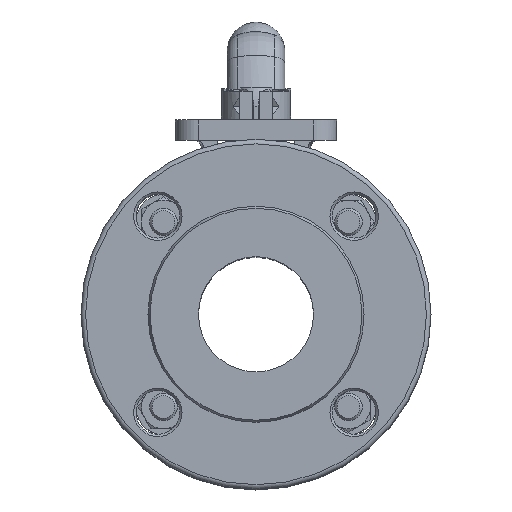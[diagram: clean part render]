
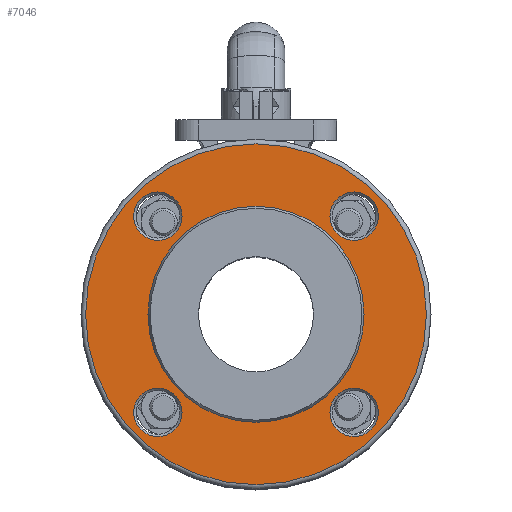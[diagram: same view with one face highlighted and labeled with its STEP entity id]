
A CAD part, top view. The second image highlights one B-rep face of the part: STEP entity #7046.
In plain terms, the highlighted face is planar.
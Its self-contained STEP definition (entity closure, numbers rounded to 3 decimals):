
#1059=PLANE('',#7729);
#2353=ORIENTED_EDGE('',*,*,#3989,.F.);
#2354=ORIENTED_EDGE('',*,*,#3992,.F.);
#2355=ORIENTED_EDGE('',*,*,#3993,.F.);
#2356=ORIENTED_EDGE('',*,*,#3994,.F.);
#2357=ORIENTED_EDGE('',*,*,#3995,.F.);
#2358=ORIENTED_EDGE('',*,*,#3991,.T.);
#3989=EDGE_CURVE('',#4884,#4884,#5475,.T.);
#3991=EDGE_CURVE('',#4886,#4886,#5477,.T.);
#3992=EDGE_CURVE('',#4887,#4887,#5478,.T.);
#3993=EDGE_CURVE('',#4888,#4888,#5479,.T.);
#3994=EDGE_CURVE('',#4889,#4889,#5480,.T.);
#3995=EDGE_CURVE('',#4890,#4890,#5481,.T.);
#4884=VERTEX_POINT('',#11573);
#4886=VERTEX_POINT('',#11578);
#4887=VERTEX_POINT('',#11581);
#4888=VERTEX_POINT('',#11583);
#4889=VERTEX_POINT('',#11585);
#4890=VERTEX_POINT('',#11587);
#5475=CIRCLE('',#7725,46.924);
#5477=CIRCLE('',#7728,74.);
#5478=CIRCLE('',#7730,10.5);
#5479=CIRCLE('',#7731,10.5);
#5480=CIRCLE('',#7732,10.5);
#5481=CIRCLE('',#7733,10.5);
#5875=EDGE_LOOP('',(#2353));
#5876=EDGE_LOOP('',(#2354));
#5877=EDGE_LOOP('',(#2355));
#5878=EDGE_LOOP('',(#2356));
#5879=EDGE_LOOP('',(#2357));
#5880=EDGE_LOOP('',(#2358));
#6421=FACE_BOUND('',#5875,.T.);
#6422=FACE_BOUND('',#5876,.T.);
#6423=FACE_BOUND('',#5877,.T.);
#6424=FACE_BOUND('',#5878,.T.);
#6425=FACE_BOUND('',#5879,.T.);
#6426=FACE_BOUND('',#5880,.T.);
#7046=ADVANCED_FACE('',(#6421,#6422,#6423,#6424,#6425,#6426),#1059,.F.);
#7725=AXIS2_PLACEMENT_3D('',#11572,#9175,#9176);
#7728=AXIS2_PLACEMENT_3D('',#11577,#9181,#9182);
#7729=AXIS2_PLACEMENT_3D('',#11579,#9183,#9184);
#7730=AXIS2_PLACEMENT_3D('',#11580,#9185,#9186);
#7731=AXIS2_PLACEMENT_3D('',#11582,#9187,#9188);
#7732=AXIS2_PLACEMENT_3D('',#11584,#9189,#9190);
#7733=AXIS2_PLACEMENT_3D('',#11586,#9191,#9192);
#9175=DIRECTION('',(0.,0.,-1.));
#9176=DIRECTION('',(-1.,0.,0.));
#9181=DIRECTION('',(0.,0.,-1.));
#9182=DIRECTION('',(-1.,0.,0.));
#9183=DIRECTION('',(0.,0.,1.));
#9184=DIRECTION('',(1.,0.,0.));
#9185=DIRECTION('',(0.,0.,-1.));
#9186=DIRECTION('',(-1.,0.,0.));
#9187=DIRECTION('',(0.,0.,-1.));
#9188=DIRECTION('',(-1.,0.,0.));
#9189=DIRECTION('',(0.,0.,-1.));
#9190=DIRECTION('',(-1.,0.,0.));
#9191=DIRECTION('',(0.,0.,-1.));
#9192=DIRECTION('',(-1.,0.,0.));
#11572=CARTESIAN_POINT('',(0.,0.,-98.4));
#11573=CARTESIAN_POINT('',(-46.924,0.,-98.4));
#11577=CARTESIAN_POINT('',(0.,0.,-98.4));
#11578=CARTESIAN_POINT('',(-74.,0.,-98.4));
#11579=CARTESIAN_POINT('',(0.,76.,-98.4));
#11580=CARTESIAN_POINT('',(-42.603,-42.603,-98.4));
#11581=CARTESIAN_POINT('',(-53.103,-42.603,-98.4));
#11582=CARTESIAN_POINT('',(42.603,-42.603,-98.4));
#11583=CARTESIAN_POINT('',(32.103,-42.603,-98.4));
#11584=CARTESIAN_POINT('',(42.603,42.603,-98.4));
#11585=CARTESIAN_POINT('',(32.103,42.603,-98.4));
#11586=CARTESIAN_POINT('',(-42.603,42.603,-98.4));
#11587=CARTESIAN_POINT('',(-53.103,42.603,-98.4));
